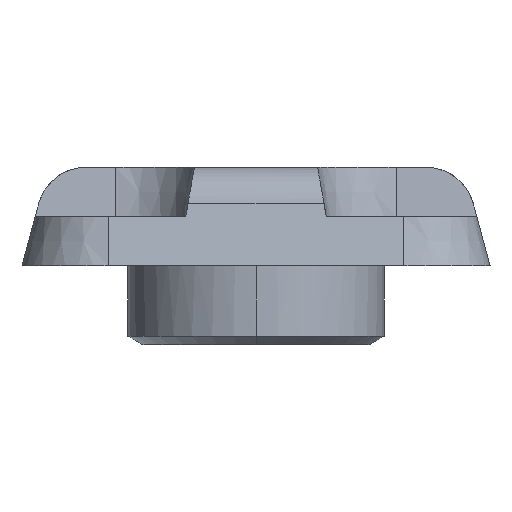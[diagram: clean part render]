
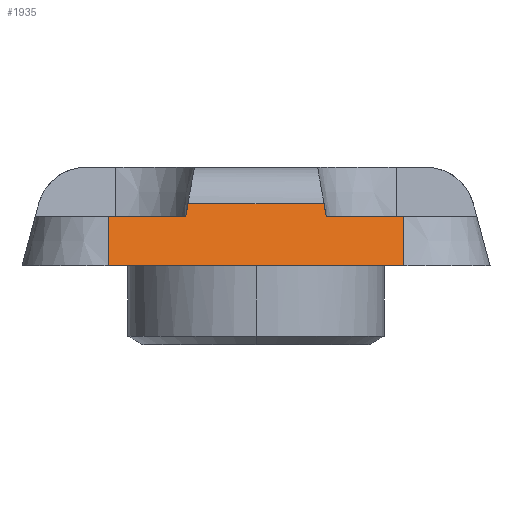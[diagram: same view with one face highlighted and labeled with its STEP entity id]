
A CAD part, left-side view. The second image highlights one B-rep face of the part: STEP entity #1935.
In plain terms, the highlighted planar face has unit normal (-0.966, 0, 0.259).
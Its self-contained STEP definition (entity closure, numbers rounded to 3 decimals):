
#63 = DIRECTION ( 'NONE',  ( 0., 1., 0. ) ) ;
#116 = EDGE_CURVE ( 'NONE', #2825, #3542, #1239, .T. ) ;
#167 = VECTOR ( 'NONE', #2783, 1000. ) ;
#192 = CARTESIAN_POINT ( 'NONE',  ( -67.764, 7.365, 3.679 ) ) ;
#575 = VECTOR ( 'NONE', #1773, 1000. ) ;
#597 = CARTESIAN_POINT ( 'NONE',  ( -69.049, -8.21, -1.117 ) ) ;
#608 = ORIENTED_EDGE ( 'NONE', *, *, #3188, .T. ) ;
#725 = LINE ( 'NONE', #1947, #2059 ) ;
#916 = DIRECTION ( 'NONE',  ( 0., 1., 0. ) ) ;
#917 = FACE_OUTER_BOUND ( 'NONE', #3456, .T. ) ;
#983 = PLANE ( 'NONE',  #3708 ) ;
#985 = LINE ( 'NONE', #597, #1979 ) ;
#1126 = CARTESIAN_POINT ( 'NONE',  ( -68.75, -15., 0. ) ) ;
#1139 = VECTOR ( 'NONE', #3880, 1000. ) ;
#1174 = VERTEX_POINT ( 'NONE', #4015 ) ;
#1177 = EDGE_CURVE ( 'NONE', #1662, #3704, #3433, .T. ) ;
#1229 = CARTESIAN_POINT ( 'NONE',  ( -68.75, 15., 0. ) ) ;
#1239 = LINE ( 'NONE', #1839, #167 ) ;
#1365 = ORIENTED_EDGE ( 'NONE', *, *, #1464, .T. ) ;
#1414 = LINE ( 'NONE', #1126, #575 ) ;
#1464 = EDGE_CURVE ( 'NONE', #2180, #1707, #2074, .T. ) ;
#1547 = CARTESIAN_POINT ( 'NONE',  ( -67.41, -15., 5. ) ) ;
#1556 = VECTOR ( 'NONE', #3290, 1000. ) ;
#1614 = CARTESIAN_POINT ( 'NONE',  ( -68.75, 15., 0. ) ) ;
#1662 = VERTEX_POINT ( 'NONE', #3971 ) ;
#1694 = CARTESIAN_POINT ( 'NONE',  ( -68.75, -15., 0. ) ) ;
#1707 = VERTEX_POINT ( 'NONE', #3627 ) ;
#1754 = ORIENTED_EDGE ( 'NONE', *, *, #1833, .T. ) ;
#1773 = DIRECTION ( 'NONE',  ( -0.259, 0., -0.966 ) ) ;
#1833 = EDGE_CURVE ( 'NONE', #3704, #2180, #3277, .T. ) ;
#1839 = CARTESIAN_POINT ( 'NONE',  ( -67.41, -15., 5. ) ) ;
#1904 = LINE ( 'NONE', #192, #1556 ) ;
#1935 = ADVANCED_FACE ( 'NONE', ( #917 ), #983, .T. ) ;
#1947 = CARTESIAN_POINT ( 'NONE',  ( -67.064, -15., 6.294 ) ) ;
#1979 = VECTOR ( 'NONE', #3983, 1000. ) ;
#1987 = CARTESIAN_POINT ( 'NONE',  ( -67.064, 6.903, 6.294 ) ) ;
#2059 = VECTOR ( 'NONE', #63, 1000. ) ;
#2074 = LINE ( 'NONE', #1694, #1139 ) ;
#2128 = DIRECTION ( 'NONE',  ( -0.259, 0., -0.966 ) ) ;
#2180 = VERTEX_POINT ( 'NONE', #1614 ) ;
#2198 = CARTESIAN_POINT ( 'NONE',  ( -67.41, 15., 5. ) ) ;
#2426 = EDGE_CURVE ( 'NONE', #3542, #1174, #985, .T. ) ;
#2429 = ORIENTED_EDGE ( 'NONE', *, *, #116, .T. ) ;
#2526 = ORIENTED_EDGE ( 'NONE', *, *, #1177, .T. ) ;
#2562 = CARTESIAN_POINT ( 'NONE',  ( -67.41, -7.132, 5. ) ) ;
#2682 = ORIENTED_EDGE ( 'NONE', *, *, #2426, .T. ) ;
#2783 = DIRECTION ( 'NONE',  ( 0., 1., 0. ) ) ;
#2825 = VERTEX_POINT ( 'NONE', #3882 ) ;
#2851 = VECTOR ( 'NONE', #916, 1000. ) ;
#2864 = CARTESIAN_POINT ( 'NONE',  ( -68.75, -15., 0. ) ) ;
#2995 = EDGE_CURVE ( 'NONE', #1174, #3064, #725, .T. ) ;
#3064 = VERTEX_POINT ( 'NONE', #1987 ) ;
#3188 = EDGE_CURVE ( 'NONE', #3064, #1662, #1904, .T. ) ;
#3198 = EDGE_CURVE ( 'NONE', #2825, #1707, #1414, .T. ) ;
#3277 = LINE ( 'NONE', #1229, #3614 ) ;
#3290 = DIRECTION ( 'NONE',  ( -0.255, 0.168, -0.952 ) ) ;
#3433 = LINE ( 'NONE', #1547, #2851 ) ;
#3456 = EDGE_LOOP ( 'NONE', ( #2682, #3814, #608, #2526, #1754, #1365, #4039, #2429 ) ) ;
#3467 = DIRECTION ( 'NONE',  ( -0.966, 0., 0.259 ) ) ;
#3542 = VERTEX_POINT ( 'NONE', #2562 ) ;
#3614 = VECTOR ( 'NONE', #2128, 1000. ) ;
#3627 = CARTESIAN_POINT ( 'NONE',  ( -68.75, -15., 0. ) ) ;
#3704 = VERTEX_POINT ( 'NONE', #2198 ) ;
#3708 = AXIS2_PLACEMENT_3D ( 'NONE', #2864, #3467, #3778 ) ;
#3778 = DIRECTION ( 'NONE',  ( 0.259, 0., 0.966 ) ) ;
#3814 = ORIENTED_EDGE ( 'NONE', *, *, #2995, .T. ) ;
#3880 = DIRECTION ( 'NONE',  ( 0., -1., 0. ) ) ;
#3882 = CARTESIAN_POINT ( 'NONE',  ( -67.41, -15., 5. ) ) ;
#3971 = CARTESIAN_POINT ( 'NONE',  ( -67.41, 7.132, 5. ) ) ;
#3983 = DIRECTION ( 'NONE',  ( 0.255, 0.168, 0.952 ) ) ;
#4015 = CARTESIAN_POINT ( 'NONE',  ( -67.064, -6.903, 6.294 ) ) ;
#4039 = ORIENTED_EDGE ( 'NONE', *, *, #3198, .F. ) ;
